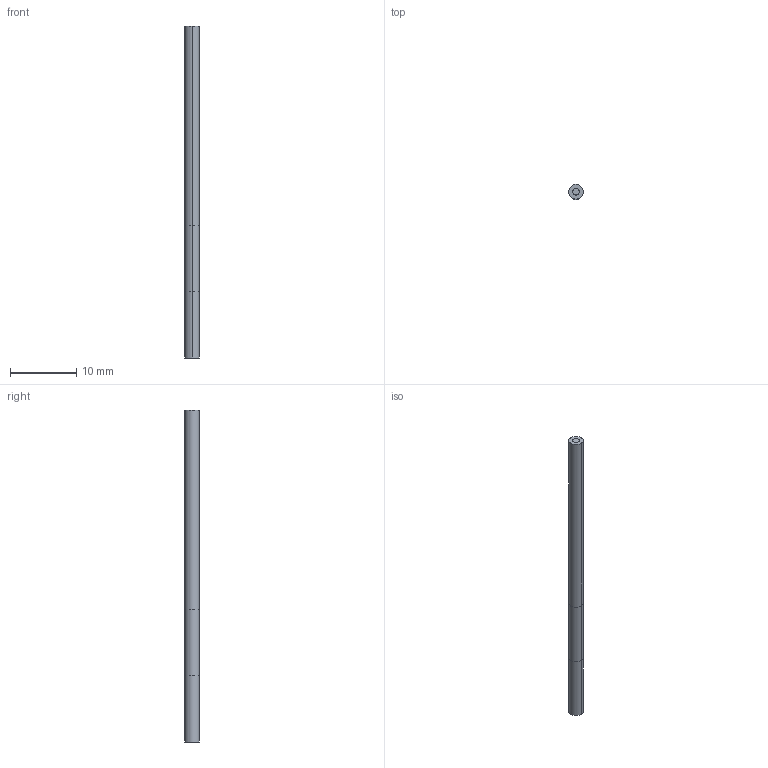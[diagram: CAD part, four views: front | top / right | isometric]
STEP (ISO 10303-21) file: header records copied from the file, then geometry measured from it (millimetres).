
FILE_DESCRIPTION((''),'2;1');
FILE_NAME('193333_ASM','2016-02-17T',('pdmadmin'),(''),'PRO/ENGINEER BY PARAMETRIC TECHNOLOGY CORPORATION, 2013230','PRO/ENGINEER BY PARAMETRIC TECHNOLOGY CORPORATION, 2013230','');
FILE_SCHEMA(('CONFIG_CONTROL_DESIGN'));
Length unit declared in the file: millimetre
Products named in the file (4): 10140; FIBER_CORE_1MM; 41536_ASM; 193333_ASM
Assembly tree (3 placements, depth 3):
  193333_ASM
    41536_ASM
      10140
      FIBER_CORE_1MM
Bounding box: 2.2 x 2.2 x 50 mm (x, y, z)
Volume: 190.1 mm3; surface area: 827 mm2
Topology: 2 solids, 3 shells, 20 faces, 40 edges, 24 vertices
Faces by surface type: cylinder 12, plane 4, bspline 4
Entity records: 816 total; most frequent: CARTESIAN_POINT 279, DIRECTION 114, ORIENTED_EDGE 76, AXIS2_PLACEMENT_3D 51, EDGE_CURVE 40, VERTEX_POINT 24, CIRCLE 24, EDGE_LOOP 22
